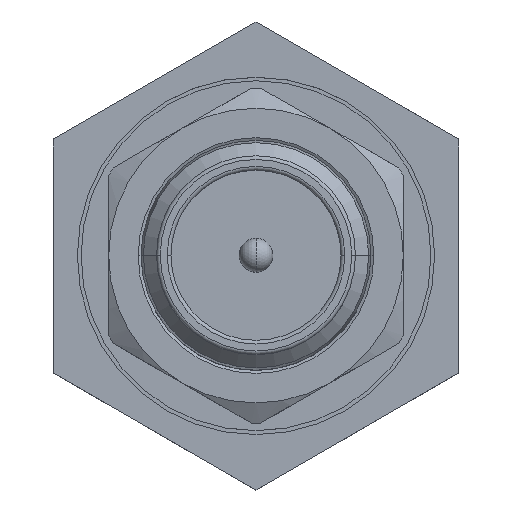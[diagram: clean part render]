
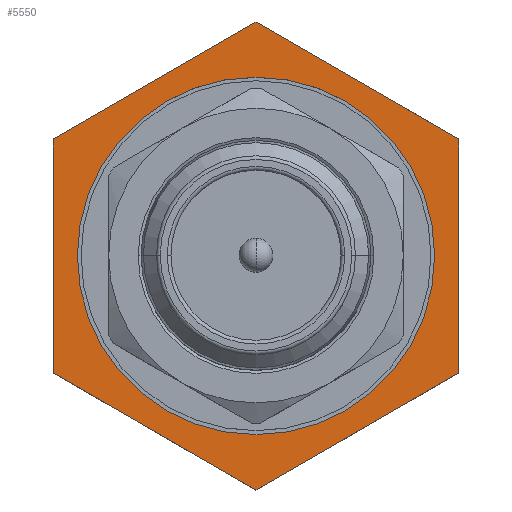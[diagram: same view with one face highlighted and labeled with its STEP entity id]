
A CAD part, top view. The second image highlights one B-rep face of the part: STEP entity #5550.
In plain terms, the highlighted planar face has unit normal (0, 0, 1).
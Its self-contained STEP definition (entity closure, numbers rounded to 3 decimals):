
#35 = EDGE_CURVE ( 'NONE', #7367, #6718, #5248, .T. ) ;
#96 = DIRECTION ( 'NONE',  ( 0.866, -0.5, 0. ) ) ;
#242 = ORIENTED_EDGE ( 'NONE', *, *, #3088, .F. ) ;
#492 = CARTESIAN_POINT ( 'NONE',  ( 0.65, 5.976, -11. ) ) ;
#550 = DIRECTION ( 'NONE',  ( -1., 0., 0. ) ) ;
#601 = EDGE_CURVE ( 'NONE', #1073, #3180, #5526, .T. ) ;
#679 = LINE ( 'NONE', #6702, #5419 ) ;
#816 = ORIENTED_EDGE ( 'NONE', *, *, #7748, .F. ) ;
#847 = LINE ( 'NONE', #5753, #4152 ) ;
#1073 = VERTEX_POINT ( 'NONE', #7374 ) ;
#1208 = VERTEX_POINT ( 'NONE', #7356 ) ;
#1541 = LINE ( 'NONE', #6223, #6303 ) ;
#1601 = ORIENTED_EDGE ( 'NONE', *, *, #601, .F. ) ;
#1856 = LINE ( 'NONE', #2794, #3335 ) ;
#1875 = DIRECTION ( 'NONE',  ( 0.866, 0.5, 0. ) ) ;
#2131 = DIRECTION ( 'NONE',  ( -0.866, 0.5, 0. ) ) ;
#2134 = VECTOR ( 'NONE', #96, 1000. ) ;
#2241 = ORIENTED_EDGE ( 'NONE', *, *, #35, .F. ) ;
#2513 = CARTESIAN_POINT ( 'NONE',  ( 0., 6.351, -11. ) ) ;
#2679 = AXIS2_PLACEMENT_3D ( 'NONE', #3489, #7793, #4104 ) ;
#2696 = EDGE_CURVE ( 'NONE', #3180, #1073, #5907, .T. ) ;
#2782 = FACE_BOUND ( 'NONE', #4038, .T. ) ;
#2794 = CARTESIAN_POINT ( 'NONE',  ( -4.85, -3.551, -11. ) ) ;
#3013 = DIRECTION ( 'NONE',  ( 0., 1., 0. ) ) ;
#3088 = EDGE_CURVE ( 'NONE', #6718, #4040, #847, .T. ) ;
#3180 = VERTEX_POINT ( 'NONE', #5099 ) ;
#3335 = VECTOR ( 'NONE', #2131, 1000. ) ;
#3489 = CARTESIAN_POINT ( 'NONE',  ( 0., 0., -11. ) ) ;
#3794 = LINE ( 'NONE', #6100, #7923 ) ;
#4038 = EDGE_LOOP ( 'NONE', ( #1601, #4962 ) ) ;
#4040 = VERTEX_POINT ( 'NONE', #5525 ) ;
#4104 = DIRECTION ( 'NONE',  ( 1., 0., 0. ) ) ;
#4152 = VECTOR ( 'NONE', #6318, 1000. ) ;
#4247 = PLANE ( 'NONE',  #4519 ) ;
#4276 = DIRECTION ( 'NONE',  ( 0., 0., -1. ) ) ;
#4409 = CARTESIAN_POINT ( 'NONE',  ( 5.5, 3.175, -11. ) ) ;
#4443 = CARTESIAN_POINT ( 'NONE',  ( 0., -6.351, -11. ) ) ;
#4519 = AXIS2_PLACEMENT_3D ( 'NONE', #7952, #4276, #550 ) ;
#4792 = VERTEX_POINT ( 'NONE', #4443 ) ;
#4962 = ORIENTED_EDGE ( 'NONE', *, *, #2696, .F. ) ;
#5099 = CARTESIAN_POINT ( 'NONE',  ( -4.85, 0., -11. ) ) ;
#5198 = ORIENTED_EDGE ( 'NONE', *, *, #6680, .F. ) ;
#5248 = LINE ( 'NONE', #492, #2134 ) ;
#5365 = ORIENTED_EDGE ( 'NONE', *, *, #5947, .F. ) ;
#5419 = VECTOR ( 'NONE', #7314, 1000. ) ;
#5489 = DIRECTION ( 'NONE',  ( 1., 0., 0. ) ) ;
#5525 = CARTESIAN_POINT ( 'NONE',  ( 5.5, -3.175, -11. ) ) ;
#5526 = CIRCLE ( 'NONE', #6788, 4.85 ) ;
#5550 = ADVANCED_FACE ( 'NONE', ( #2782, #6046 ), #4247, .F. ) ;
#5753 = CARTESIAN_POINT ( 'NONE',  ( 5.5, 4.85, -11. ) ) ;
#5907 = CIRCLE ( 'NONE', #2679, 4.85 ) ;
#5946 = CARTESIAN_POINT ( 'NONE',  ( 0., 0., -11. ) ) ;
#5947 = EDGE_CURVE ( 'NONE', #4792, #1208, #1856, .T. ) ;
#6046 = FACE_OUTER_BOUND ( 'NONE', #6654, .T. ) ;
#6052 = CARTESIAN_POINT ( 'NONE',  ( -5.5, 3.175, -11. ) ) ;
#6100 = CARTESIAN_POINT ( 'NONE',  ( -5.5, 4.85, -11. ) ) ;
#6223 = CARTESIAN_POINT ( 'NONE',  ( -0.65, 5.976, -11. ) ) ;
#6252 = ORIENTED_EDGE ( 'NONE', *, *, #7727, .F. ) ;
#6303 = VECTOR ( 'NONE', #1875, 1000. ) ;
#6318 = DIRECTION ( 'NONE',  ( 0., -1., 0. ) ) ;
#6654 = EDGE_LOOP ( 'NONE', ( #2241, #5198, #816, #5365, #6252, #242 ) ) ;
#6680 = EDGE_CURVE ( 'NONE', #7282, #7367, #1541, .T. ) ;
#6702 = CARTESIAN_POINT ( 'NONE',  ( 4.85, -3.551, -11. ) ) ;
#6718 = VERTEX_POINT ( 'NONE', #4409 ) ;
#6788 = AXIS2_PLACEMENT_3D ( 'NONE', #5946, #7772, #5489 ) ;
#7282 = VERTEX_POINT ( 'NONE', #6052 ) ;
#7314 = DIRECTION ( 'NONE',  ( -0.866, -0.5, 0. ) ) ;
#7356 = CARTESIAN_POINT ( 'NONE',  ( -5.5, -3.175, -11. ) ) ;
#7367 = VERTEX_POINT ( 'NONE', #2513 ) ;
#7374 = CARTESIAN_POINT ( 'NONE',  ( 4.85, 0., -11. ) ) ;
#7727 = EDGE_CURVE ( 'NONE', #4040, #4792, #679, .T. ) ;
#7748 = EDGE_CURVE ( 'NONE', #1208, #7282, #3794, .T. ) ;
#7772 = DIRECTION ( 'NONE',  ( 0., 0., 1. ) ) ;
#7793 = DIRECTION ( 'NONE',  ( 0., 0., 1. ) ) ;
#7923 = VECTOR ( 'NONE', #3013, 1000. ) ;
#7952 = CARTESIAN_POINT ( 'NONE',  ( 0., 4.85, -11. ) ) ;
